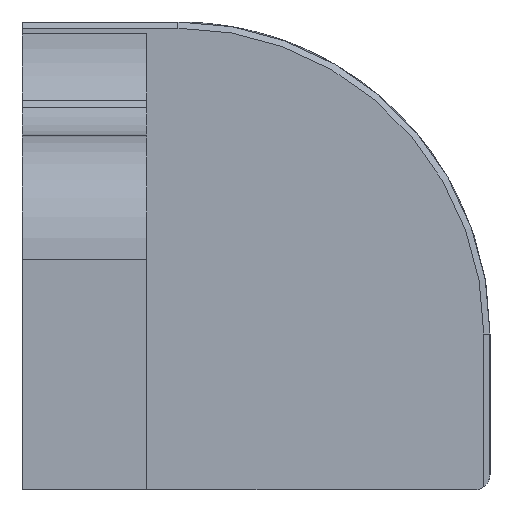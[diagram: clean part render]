
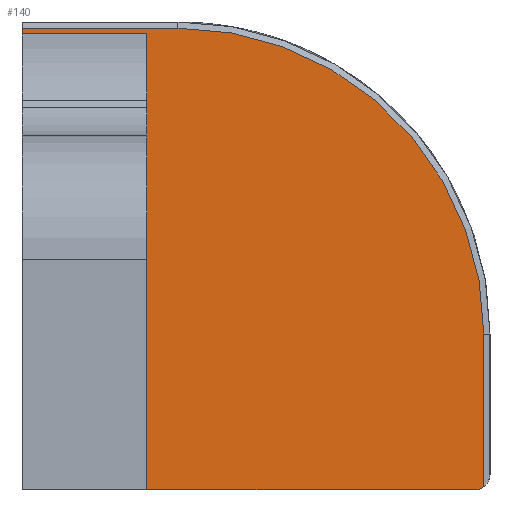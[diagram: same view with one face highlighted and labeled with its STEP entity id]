
A CAD part, left-side view. The second image highlights one B-rep face of the part: STEP entity #140.
In plain terms, the highlighted planar face has unit normal (-1, 0, 0).
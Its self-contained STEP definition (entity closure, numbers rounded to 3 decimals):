
#140 = ADVANCED_FACE( '', ( #415 ), #416, .T. );
#415 = FACE_OUTER_BOUND( '', #829, .T. );
#416 = PLANE( '', #830 );
#829 = EDGE_LOOP( '', ( #1661, #1662, #1663, #1664, #1665, #1666, #1667, #1668, #1669 ) );
#830 = AXIS2_PLACEMENT_3D( '', #1670, #1671, #1672 );
#1661 = ORIENTED_EDGE( '', *, *, #3043, .F. );
#1662 = ORIENTED_EDGE( '', *, *, #2853, .T. );
#1663 = ORIENTED_EDGE( '', *, *, #2860, .T. );
#1664 = ORIENTED_EDGE( '', *, *, #2843, .T. );
#1665 = ORIENTED_EDGE( '', *, *, #3044, .F. );
#1666 = ORIENTED_EDGE( '', *, *, #3017, .T. );
#1667 = ORIENTED_EDGE( '', *, *, #3038, .T. );
#1668 = ORIENTED_EDGE( '', *, *, #3037, .T. );
#1669 = ORIENTED_EDGE( '', *, *, #2960, .F. );
#1670 = CARTESIAN_POINT( '', ( -28., -7.5, 0. ) );
#1671 = DIRECTION( '', ( -1., 0., 0. ) );
#1672 = DIRECTION( '', ( 0., 0., 1. ) );
#2843 = EDGE_CURVE( '', #3437, #3434, #3438, .T. );
#2853 = EDGE_CURVE( '', #3453, #3451, #3454, .T. );
#2860 = EDGE_CURVE( '', #3451, #3437, #3466, .T. );
#2960 = EDGE_CURVE( '', #3647, #3649, #3650, .T. );
#3017 = EDGE_CURVE( '', #3747, #3745, #3748, .T. );
#3037 = EDGE_CURVE( '', #3775, #3649, #3776, .T. );
#3038 = EDGE_CURVE( '', #3745, #3775, #3777, .T. );
#3043 = EDGE_CURVE( '', #3453, #3647, #3783, .F. );
#3044 = EDGE_CURVE( '', #3747, #3434, #3784, .T. );
#3434 = VERTEX_POINT( '', #4461 );
#3437 = VERTEX_POINT( '', #4465 );
#3438 = LINE( '', #4466, #4467 );
#3451 = VERTEX_POINT( '', #4487 );
#3453 = VERTEX_POINT( '', #4490 );
#3454 = LINE( '', #4491, #4492 );
#3466 = CIRCLE( '', #4509, 9.8 );
#3647 = VERTEX_POINT( '', #4765 );
#3649 = VERTEX_POINT( '', #4768 );
#3650 = LINE( '', #4769, #4770 );
#3745 = VERTEX_POINT( '', #4897 );
#3747 = VERTEX_POINT( '', #4899 );
#3748 = LINE( '', #4900, #4901 );
#3775 = VERTEX_POINT( '', #4942 );
#3776 = LINE( '', #4943, #4944 );
#3777 = LINE( '', #4945, #4946 );
#3783 = CIRCLE( '', #4955, 0.5 );
#3784 = LINE( '', #4956, #4957 );
#4461 = CARTESIAN_POINT( '', ( -28., 7.5, 14.8 ) );
#4465 = CARTESIAN_POINT( '', ( -28., 2.5, 14.8 ) );
#4466 = CARTESIAN_POINT( '', ( -28., -7.5, 14.8 ) );
#4467 = VECTOR( '', #5689, 1000. );
#4487 = CARTESIAN_POINT( '', ( -28., -7.3, 5. ) );
#4490 = CARTESIAN_POINT( '', ( -28., -7.3, 0.1 ) );
#4491 = CARTESIAN_POINT( '', ( -28., -7.3, 0. ) );
#4492 = VECTOR( '', #5701, 1000. );
#4509 = AXIS2_PLACEMENT_3D( '', #5710, #5711, #5712 );
#4765 = CARTESIAN_POINT( '', ( -28., -7., 0. ) );
#4768 = CARTESIAN_POINT( '', ( -28., 3.5, 0. ) );
#4769 = CARTESIAN_POINT( '', ( -28., 0., 0. ) );
#4770 = VECTOR( '', #5858, 1000. );
#4897 = CARTESIAN_POINT( '', ( -28., 3.5, 14.618 ) );
#4899 = CARTESIAN_POINT( '', ( -28., 7.5, 14.618 ) );
#4900 = CARTESIAN_POINT( '', ( -28., -7.5, 14.618 ) );
#4901 = VECTOR( '', #5963, 1000. );
#4942 = CARTESIAN_POINT( '', ( -28., 3.5, 12.168 ) );
#4943 = CARTESIAN_POINT( '', ( -28., 3.5, 0. ) );
#4944 = VECTOR( '', #5993, 1000. );
#4945 = CARTESIAN_POINT( '', ( -28., 3.5, 0. ) );
#4946 = VECTOR( '', #5994, 1000. );
#4955 = AXIS2_PLACEMENT_3D( '', #6001, #6002, #6003 );
#4956 = CARTESIAN_POINT( '', ( -28., 7.5, 0. ) );
#4957 = VECTOR( '', #6004, 1000. );
#5689 = DIRECTION( '', ( 0., 1., 0. ) );
#5701 = DIRECTION( '', ( 0., 0., 1. ) );
#5710 = CARTESIAN_POINT( '', ( -28., 2.5, 5. ) );
#5711 = DIRECTION( '', ( -1., 0., 0. ) );
#5712 = DIRECTION( '', ( 0., 0., 1. ) );
#5858 = DIRECTION( '', ( 0., 1., 0. ) );
#5963 = DIRECTION( '', ( 0., -1., 0. ) );
#5993 = DIRECTION( '', ( 0., 0., -1. ) );
#5994 = DIRECTION( '', ( 0., 0., -1. ) );
#6001 = CARTESIAN_POINT( '', ( -28., -7., 0.5 ) );
#6002 = DIRECTION( '', ( -1., 0., 0. ) );
#6003 = DIRECTION( '', ( 0., 0., 1. ) );
#6004 = DIRECTION( '', ( 0., 0., 1. ) );
